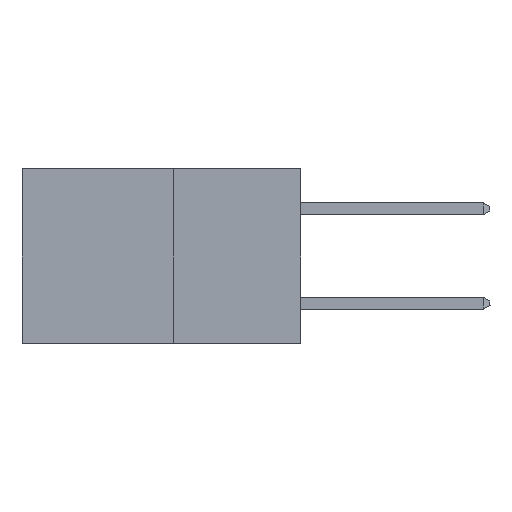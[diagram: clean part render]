
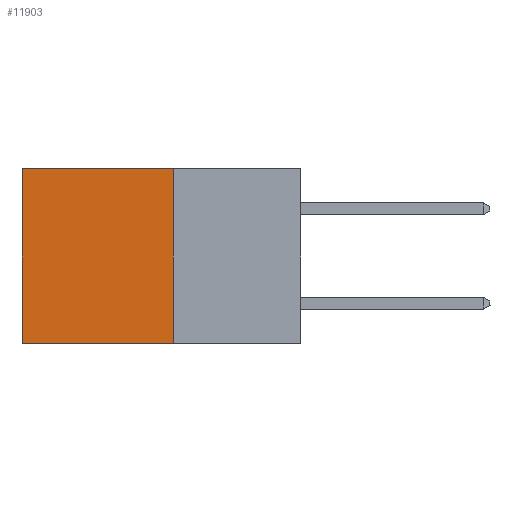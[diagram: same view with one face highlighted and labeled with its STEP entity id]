
A CAD part, left-side view. The second image highlights one B-rep face of the part: STEP entity #11903.
In plain terms, the highlighted planar face has unit normal (-1, 0, 0).
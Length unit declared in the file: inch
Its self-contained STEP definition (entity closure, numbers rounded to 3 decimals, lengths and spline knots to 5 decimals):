
#1065 = VERTEX_POINT ( 'NONE', #1494 ) ;
#1494 = CARTESIAN_POINT ( 'NONE',  ( 0.277, 0.59, 0. ) ) ;
#1793 = CARTESIAN_POINT ( 'NONE',  ( 0.277, 0.27, -0.37 ) ) ;
#3512 = DIRECTION ( 'NONE',  ( 0., 0., -1. ) ) ;
#3966 = DIRECTION ( 'NONE',  ( 0., 0., -1. ) ) ;
#4112 = CARTESIAN_POINT ( 'NONE',  ( 0.277, 0.27, -0.37 ) ) ;
#5648 = VECTOR ( 'NONE', #7253, 39.37008 ) ;
#6345 = EDGE_CURVE ( 'NONE', #10254, #16903, #18428, .T. ) ;
#6432 = CARTESIAN_POINT ( 'NONE',  ( 0.277, 0.27, -0.37 ) ) ;
#7253 = DIRECTION ( 'NONE',  ( 0., 1., 0. ) ) ;
#7308 = EDGE_CURVE ( 'NONE', #16630, #10254, #9063, .T. ) ;
#7346 = DIRECTION ( 'NONE',  ( 0., 1., 0. ) ) ;
#7504 = CARTESIAN_POINT ( 'NONE',  ( 0.277, 0.27, -0.37 ) ) ;
#9063 = LINE ( 'NONE', #4112, #17372 ) ;
#9957 = LINE ( 'NONE', #15873, #18241 ) ;
#10254 = VERTEX_POINT ( 'NONE', #7504 ) ;
#11143 = ORIENTED_EDGE ( 'NONE', *, *, #20505, .T. ) ;
#11324 = ORIENTED_EDGE ( 'NONE', *, *, #7308, .F. ) ;
#11903 = ADVANCED_FACE ( 'NONE', ( #15584 ), #11954, .F. ) ;
#11947 = CARTESIAN_POINT ( 'NONE',  ( 0.277, 0.59, -0.37 ) ) ;
#11954 = PLANE ( 'NONE',  #18073 ) ;
#11996 = LINE ( 'NONE', #17260, #12515 ) ;
#12515 = VECTOR ( 'NONE', #7346, 39.37008 ) ;
#12573 = DIRECTION ( 'NONE',  ( 0., 0., -1. ) ) ;
#13602 = DIRECTION ( 'NONE',  ( 1., 0., 0. ) ) ;
#15584 = FACE_OUTER_BOUND ( 'NONE', #18181, .T. ) ;
#15873 = CARTESIAN_POINT ( 'NONE',  ( 0.277, 0.59, -0.37 ) ) ;
#16198 = CARTESIAN_POINT ( 'NONE',  ( 0.277, 0.27, 0. ) ) ;
#16630 = VERTEX_POINT ( 'NONE', #16198 ) ;
#16903 = VERTEX_POINT ( 'NONE', #11947 ) ;
#17260 = CARTESIAN_POINT ( 'NONE',  ( 0.277, 0.27, 0. ) ) ;
#17372 = VECTOR ( 'NONE', #3966, 39.37008 ) ;
#18073 = AXIS2_PLACEMENT_3D ( 'NONE', #1793, #13602, #3512 ) ;
#18181 = EDGE_LOOP ( 'NONE', ( #11143, #20674, #11324, #20553 ) ) ;
#18241 = VECTOR ( 'NONE', #12573, 39.37008 ) ;
#18428 = LINE ( 'NONE', #6432, #5648 ) ;
#20431 = EDGE_CURVE ( 'NONE', #16630, #1065, #11996, .T. ) ;
#20505 = EDGE_CURVE ( 'NONE', #1065, #16903, #9957, .T. ) ;
#20553 = ORIENTED_EDGE ( 'NONE', *, *, #20431, .T. ) ;
#20674 = ORIENTED_EDGE ( 'NONE', *, *, #6345, .F. ) ;
